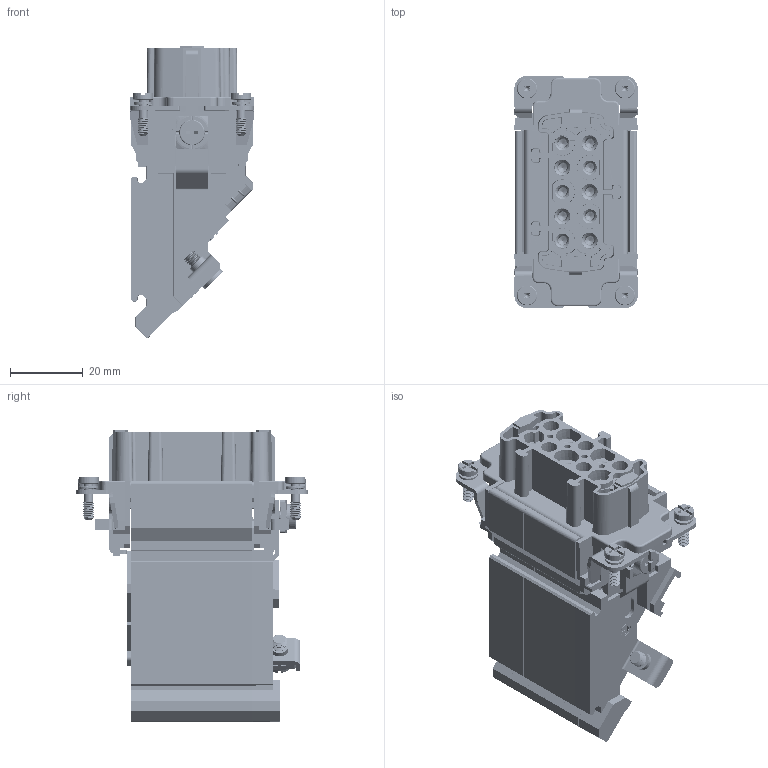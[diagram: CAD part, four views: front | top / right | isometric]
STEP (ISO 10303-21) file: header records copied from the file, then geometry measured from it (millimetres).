
FILE_DESCRIPTION(/* description */ (''),/* implementation_level */ '2;1');
FILE_NAME(/* name */ 'HE-010-FQ.AV.R.stp',/* time_stamp */ '2023-08-11T08:46:32+08:00',/* author */ (''),/* organization */ (''),/* preprocessor_version */ 'ST-DEVELOPER v18.1',/* originating_system */ 'SIEMENS PLM Software NX 1980',/* authorisation */ '');
FILE_SCHEMA (('AUTOMOTIVE_DESIGN { 1 0 10303 214 3 1 1 1 }'));
Products named in the file (1): _model1
Bounding box: 34.07 x 64 x 80.48 mm (x, y, z)
Volume: 48923.5 mm3; surface area: 72180.6 mm2
Topology: 10 solids, 19 shells, 6737 faces, 19855 edges, 13025 vertices
Faces by surface type: plane 4218, cylinder 1724, cone 456, torus 151, bspline 147, revolution 40, extrusion 1
Full cylindrical faces by diameter (mm): 2 x8, 2.4 x4, 2.9 x10, 4.5 x10, 5.6 x4
Entity records: 279873 total; most frequent: CARTESIAN_POINT 71191, ORIENTED_EDGE 39338, DIRECTION 32716, EDGE_CURVE 19669, VERTEX_POINT 12959, VECTOR 12532, LINE 12531, AXIS2_PLACEMENT_3D 10072
